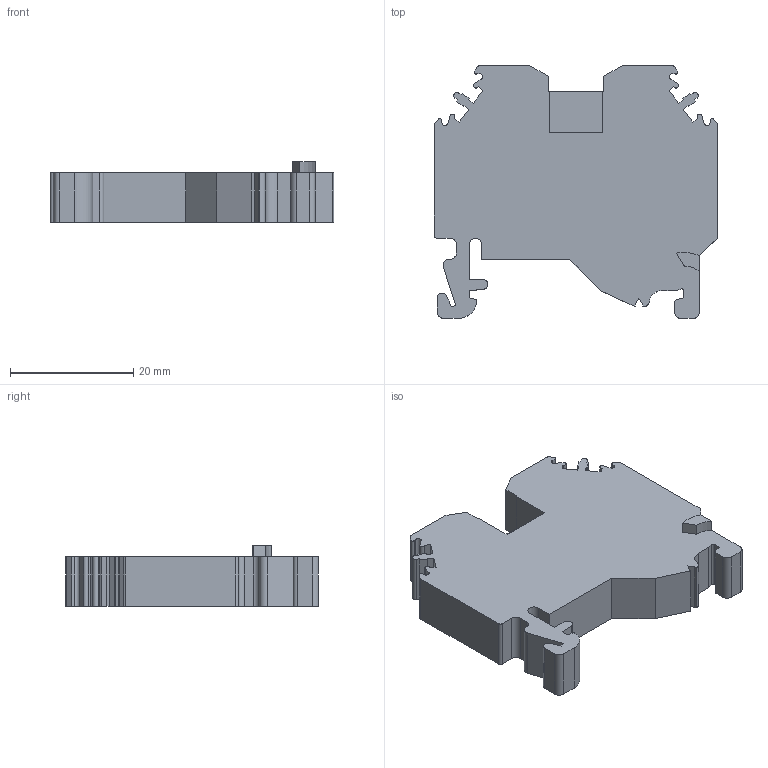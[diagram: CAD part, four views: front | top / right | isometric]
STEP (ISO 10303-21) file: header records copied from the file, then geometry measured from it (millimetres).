
FILE_DESCRIPTION((''),'2;1');
FILE_NAME('PRT0001','2021-12-23T',('ASUS'),(''),'PRO/ENGINEER BY PARAMETRIC TECHNOLOGY CORPORATION, 2013230','PRO/ENGINEER BY PARAMETRIC TECHNOLOGY CORPORATION, 2013230','');
FILE_SCHEMA(('CONFIG_CONTROL_DESIGN'));
Length unit declared in the file: millimetre
Products named in the file (1): PRT0001
Bounding box: 46 x 41 x 9.8 mm (x, y, z)
Volume: 10938.8 mm3; surface area: 5192.9 mm2
Topology: 1 solids, 1 shells, 159 faces, 456 edges, 300 vertices
Faces by surface type: plane 120, cylinder 39
Entity records: 5190 total; most frequent: CARTESIAN_POINT 915, ORIENTED_EDGE 912, DIRECTION 852, EDGE_CURVE 456, VECTOR 378, LINE 378, VERTEX_POINT 300, AXIS2_PLACEMENT_3D 237
